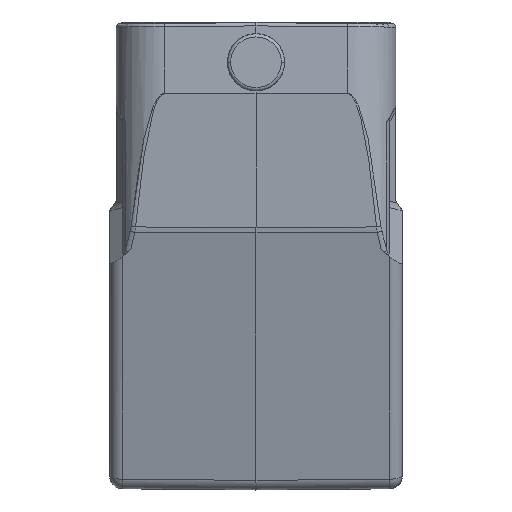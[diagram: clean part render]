
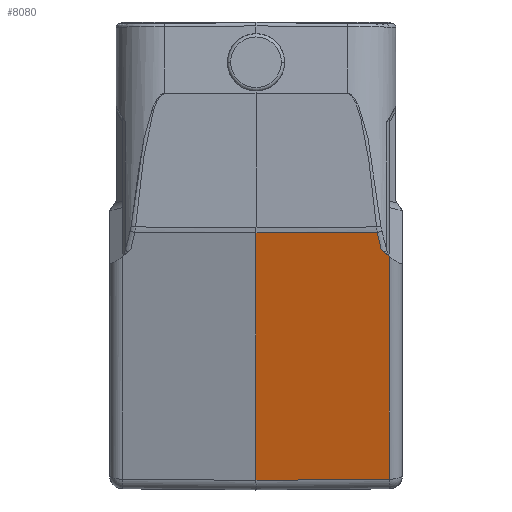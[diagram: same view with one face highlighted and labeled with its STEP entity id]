
A CAD part, left-side view. The second image highlights one B-rep face of the part: STEP entity #8080.
In plain terms, the highlighted planar face has unit normal (-0.966, -0.009, -0.259).
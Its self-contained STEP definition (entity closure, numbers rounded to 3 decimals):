
#188=CARTESIAN_POINT('',(-33.383,-20.517,
-36.083));
#204=DIRECTION('',(-0.259,0.,0.966));
#205=VECTOR('',#204,35.464);
#206=CARTESIAN_POINT('',(-24.205,-20.517,
-70.339));
#207=LINE('',#206,#205);
#236=CARTESIAN_POINT('',(-34.389,-18.655,
-32.394));
#237=CARTESIAN_POINT('',(-34.15,-18.889,
-33.278));
#238=CARTESIAN_POINT('',(-33.909,-19.089,
-34.171));
#239=CARTESIAN_POINT('',(-33.666,-19.266,
-35.069));
#241=DIRECTION('',(0.173,-0.765,-0.62));
#242=VECTOR('',#241,1.636);
#243=CARTESIAN_POINT('',(-33.666,-19.266,
-35.069));
#244=LINE('',#243,#242);
#245=DIRECTION('',(-0.007,1.,-0.009));
#246=VECTOR('',#245,20.519);
#247=CARTESIAN_POINT('',(-24.205,-20.517,
-70.339));
#248=LINE('',#247,#246);
#480=DIRECTION('',(-0.009,1.,-0.002));
#481=VECTOR('',#480,18.656);
#482=CARTESIAN_POINT('',(-34.389,-18.655,
-32.394));
#483=LINE('',#482,#481);
#631=DIRECTION('',(0.259,0.,-0.966));
#632=VECTOR('',#631,39.439);
#633=CARTESIAN_POINT('',(-34.55,0.,
-32.423));
#634=LINE('',#633,#632);
#6891=VERTEX_POINT('',#188);
#6892=CARTESIAN_POINT('',(-24.205,-20.517,
-70.339));
#6893=VERTEX_POINT('',#6892);
#6894=CARTESIAN_POINT('',(-33.666,-19.266,
-35.069));
#6895=VERTEX_POINT('',#6894);
#6901=VERTEX_POINT('',#236);
#6902=CARTESIAN_POINT('',(-24.342,0.,
-70.518));
#6903=VERTEX_POINT('',#6902);
#6904=CARTESIAN_POINT('',(-34.55,0.,
-32.423));
#6905=VERTEX_POINT('',#6904);
#8063=CARTESIAN_POINT('',(-23.945,0.,-72.));
#8064=DIRECTION('',(-0.966,-0.009,-0.259));
#8065=DIRECTION('',(-0.259,0.,0.966));
#8066=AXIS2_PLACEMENT_3D('',#8063,#8064,#8065);
#8067=PLANE('',#8066);
#8069=ORIENTED_EDGE('',*,*,#8068,.T.);
#8070=ORIENTED_EDGE('',*,*,#8046,.T.);
#8071=ORIENTED_EDGE('',*,*,#8036,.F.);
#8073=ORIENTED_EDGE('',*,*,#8072,.T.);
#8075=ORIENTED_EDGE('',*,*,#8074,.F.);
#8077=ORIENTED_EDGE('',*,*,#8076,.F.);
#8078=EDGE_LOOP('',(#8069,#8070,#8071,#8073,#8075,#8077));
#8079=FACE_OUTER_BOUND('',#8078,.F.);
#240=B_SPLINE_CURVE_WITH_KNOTS('',3,(#236,#237,#238,#239),.UNSPECIFIED.,.F.,.F.,
(4,4),(0.,1.),.UNSPECIFIED.);
#8036=EDGE_CURVE('',#6893,#6891,#207,.T.);
#8046=EDGE_CURVE('',#6895,#6891,#244,.T.);
#8068=EDGE_CURVE('',#6901,#6895,#240,.T.);
#8072=EDGE_CURVE('',#6893,#6903,#248,.T.);
#8074=EDGE_CURVE('',#6905,#6903,#634,.T.);
#8076=EDGE_CURVE('',#6901,#6905,#483,.T.);
#8080=ADVANCED_FACE('',(#8079),#8067,.T.);
